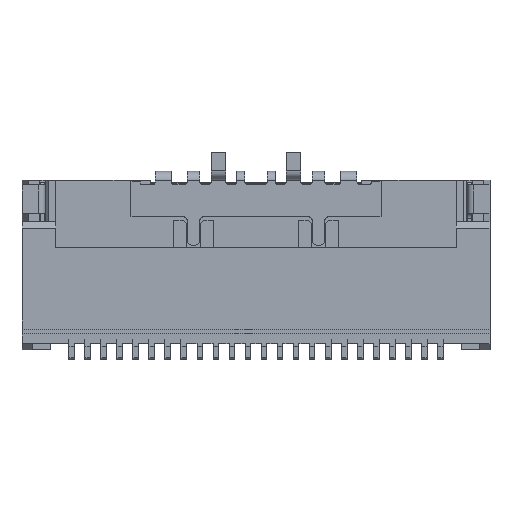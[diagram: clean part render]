
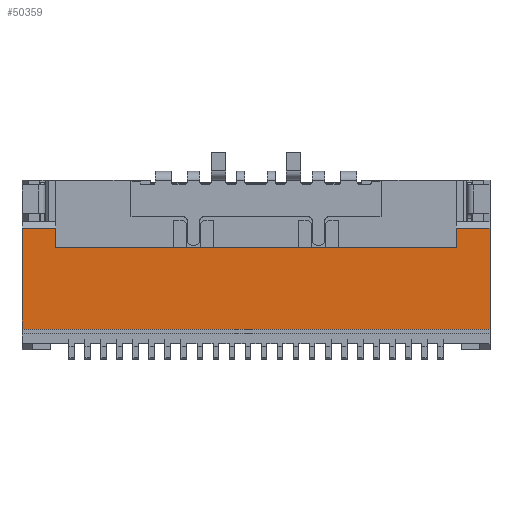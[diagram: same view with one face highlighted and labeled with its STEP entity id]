
A CAD part, front view. The second image highlights one B-rep face of the part: STEP entity #50359.
In plain terms, the highlighted planar face has unit normal (0, -1, 0).
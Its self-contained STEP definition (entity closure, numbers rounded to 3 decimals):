
#5397=DIRECTION('',(0.,0.,-1.));
#5398=VECTOR('',#5397,3.15);
#5399=CARTESIAN_POINT('',(-7.3,-1.125,-1.5));
#5400=LINE('',#5399,#5398);
#5525=DIRECTION('',(0.,0.,-1.));
#5526=VECTOR('',#5525,3.15);
#5527=CARTESIAN_POINT('',(7.3,-1.125,-1.5));
#5528=LINE('',#5527,#5526);
#18739=DIRECTION('',(1.,0.,0.));
#18740=VECTOR('',#18739,14.6);
#18741=CARTESIAN_POINT('',(-7.3,-1.125,-4.65));
#18742=LINE('',#18741,#18740);
#18743=DIRECTION('',(0.,0.,-1.));
#18744=VECTOR('',#18743,0.61);
#18745=CARTESIAN_POINT('',(-6.25,-1.125,-1.5));
#18746=LINE('',#18745,#18744);
#18747=DIRECTION('',(1.,0.,0.));
#18748=VECTOR('',#18747,12.5);
#18749=CARTESIAN_POINT('',(-6.25,-1.125,-2.11));
#18750=LINE('',#18749,#18748);
#18751=DIRECTION('',(0.,0.,-1.));
#18752=VECTOR('',#18751,0.61);
#18753=CARTESIAN_POINT('',(6.25,-1.125,-1.5));
#18754=LINE('',#18753,#18752);
#18755=DIRECTION('',(1.,0.,0.));
#18756=VECTOR('',#18755,1.05);
#18757=CARTESIAN_POINT('',(6.25,-1.125,-1.5));
#18758=LINE('',#18757,#18756);
#18759=DIRECTION('',(1.,0.,0.));
#18760=VECTOR('',#18759,1.05);
#18761=CARTESIAN_POINT('',(-7.3,-1.125,-1.5));
#18762=LINE('',#18761,#18760);
#19915=CARTESIAN_POINT('',(-7.3,-1.125,-1.5));
#19916=CARTESIAN_POINT('',(-7.3,-1.125,-4.65));
#19917=VERTEX_POINT('',#19915);
#19918=VERTEX_POINT('',#19916);
#19937=CARTESIAN_POINT('',(7.3,-1.125,-1.5));
#19938=CARTESIAN_POINT('',(7.3,-1.125,-4.65));
#19939=VERTEX_POINT('',#19937);
#19940=VERTEX_POINT('',#19938);
#19968=CARTESIAN_POINT('',(-6.25,-1.125,-1.5));
#19970=VERTEX_POINT('',#19968);
#19972=CARTESIAN_POINT('',(6.25,-1.125,-1.5));
#19974=VERTEX_POINT('',#19972);
#19975=CARTESIAN_POINT('',(-6.25,-1.125,-2.11));
#19976=VERTEX_POINT('',#19975);
#19977=CARTESIAN_POINT('',(6.25,-1.125,-2.11));
#19978=VERTEX_POINT('',#19977);
#50339=CARTESIAN_POINT('',(-7.3,-1.125,-1.5));
#50340=DIRECTION('',(0.,-1.,0.));
#50341=DIRECTION('',(0.,0.,-1.));
#50342=AXIS2_PLACEMENT_3D('',#50339,#50340,#50341);
#50343=PLANE('',#50342);
#50345=ORIENTED_EDGE('',*,*,#50344,.T.);
#50347=ORIENTED_EDGE('',*,*,#50346,.T.);
#50349=ORIENTED_EDGE('',*,*,#50348,.F.);
#50351=ORIENTED_EDGE('',*,*,#50350,.T.);
#50352=ORIENTED_EDGE('',*,*,#31206,.T.);
#50353=ORIENTED_EDGE('',*,*,#50332,.F.);
#50354=ORIENTED_EDGE('',*,*,#31088,.F.);
#50356=ORIENTED_EDGE('',*,*,#50355,.T.);
#50357=EDGE_LOOP('',(#50345,#50347,#50349,#50351,#50352,#50353,#50354,#50356));
#50358=FACE_OUTER_BOUND('',#50357,.F.);
#50359=ADVANCED_FACE('',(#50358),#50343,.T.);
#31088=EDGE_CURVE('',#19917,#19918,#5400,.T.);
#31206=EDGE_CURVE('',#19939,#19940,#5528,.T.);
#50332=EDGE_CURVE('',#19918,#19940,#18742,.T.);
#50344=EDGE_CURVE('',#19970,#19976,#18746,.T.);
#50346=EDGE_CURVE('',#19976,#19978,#18750,.T.);
#50348=EDGE_CURVE('',#19974,#19978,#18754,.T.);
#50350=EDGE_CURVE('',#19974,#19939,#18758,.T.);
#50355=EDGE_CURVE('',#19917,#19970,#18762,.T.);
